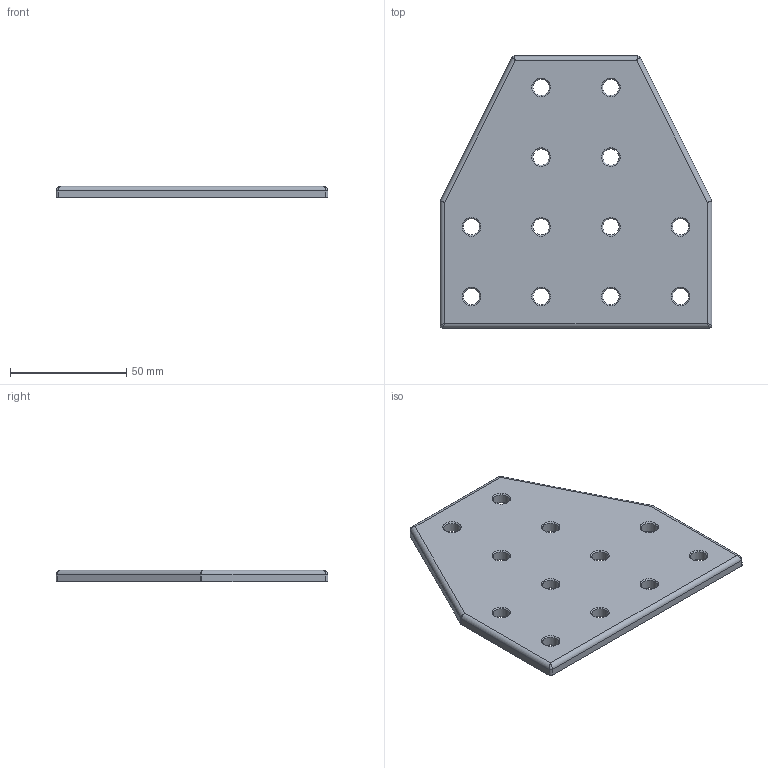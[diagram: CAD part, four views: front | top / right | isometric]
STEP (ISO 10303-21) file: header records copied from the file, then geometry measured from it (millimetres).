
FILE_DESCRIPTION(/* description */ ('STEP AP214'),/* implementation_level */ '2;1');
FILE_NAME(/* name */ '093VT120120D',/* time_stamp */ '2024-10-15T19:58:55+02:00',/* author */ ('License CC BY-ND 4.0'),/* organization */ ('CADENAS'),/* preprocessor_version */ 'ST-DEVELOPER v19.3',/* originating_system */ 'PARTsolutions',/* authorisation */ ' ');
FILE_SCHEMA (('MODEL_BASED_INTEGRATED_MANUFACTURING_SCHEMA','AUTOMOTIVE_DESIGN {1 0 10303 214 3 1 1}'));
Length unit declared in the file: millimetre
Products named in the file (1): 093VT120120D
Bounding box: 117 x 117 x 5 mm (x, y, z)
Volume: 55950.1 mm3; surface area: 25457.3 mm2
Topology: 1 solids, 1 shells, 62 faces, 144 edges, 78 vertices
Faces by surface type: cylinder 24, cone 24, plane 8, bspline 6
Full cylindrical faces by diameter (mm): 7 x12
Entity records: 1674 total; most frequent: CARTESIAN_POINT 345, DIRECTION 288, ORIENTED_EDGE 204, AXIS2_PLACEMENT_3D 129, EDGE_LOOP 122, FACE_BOUND 122, EDGE_CURVE 102, VERTEX_POINT 78
